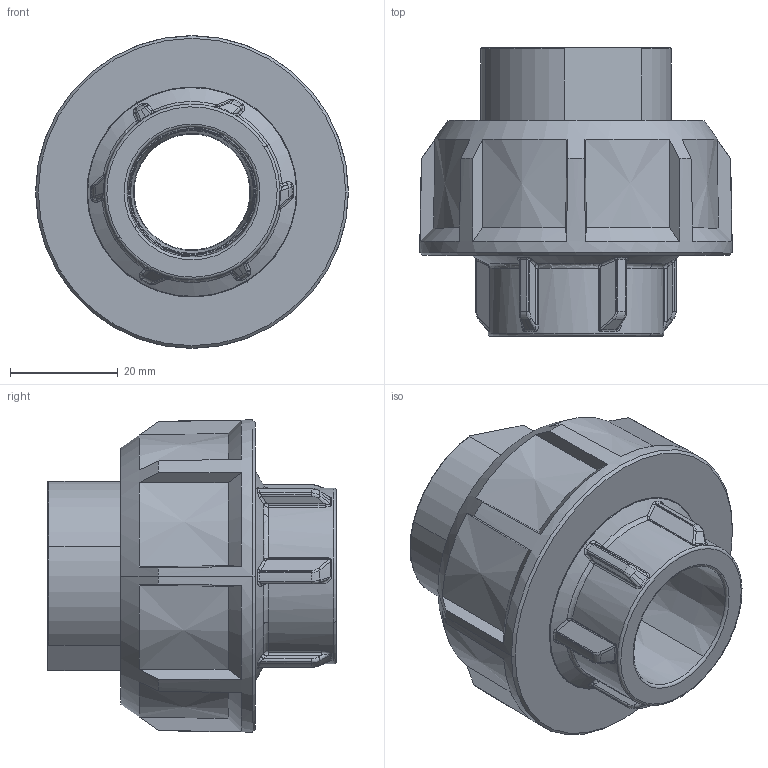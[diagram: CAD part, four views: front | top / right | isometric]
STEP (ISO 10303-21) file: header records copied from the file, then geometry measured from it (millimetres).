
FILE_DESCRIPTION(('STEP AP214'),'1');
FILE_NAME('bifxm025034f.stp','2018-02-12T14:32:07',('TraceParts'),('TraceParts S.A.'),'Spatial InterOp 3D',' ',' ');
FILE_SCHEMA(('automotive_design'));
Length unit declared in the file: millimetre
Products named in the file (3): bifxm025034f_1; bifxm025034f_2; bifxm025034f_3
Bounding box: 57.98 x 53.5 x 57.98 mm (x, y, z)
Volume: 60743 mm3; surface area: 24478.8 mm2
Topology: 3 solids, 3 shells, 291 faces, 722 edges, 444 vertices
Faces by surface type: cylinder 80, bspline 72, torus 52, cone 44, plane 43
Entity records: 12834 total; most frequent: CARTESIAN_POINT 3908, ORIENTED_EDGE 1444, DIRECTION 1314, EDGE_CURVE 722, AXIS2_PLACEMENT_3D 594, VERTEX_POINT 444, CIRCLE 372, EDGE_LOOP 304
